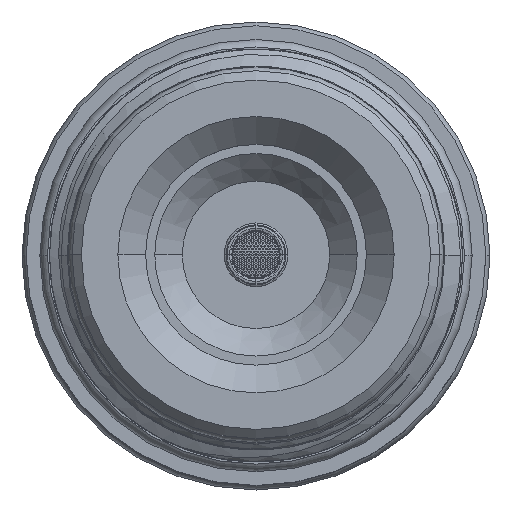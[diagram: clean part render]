
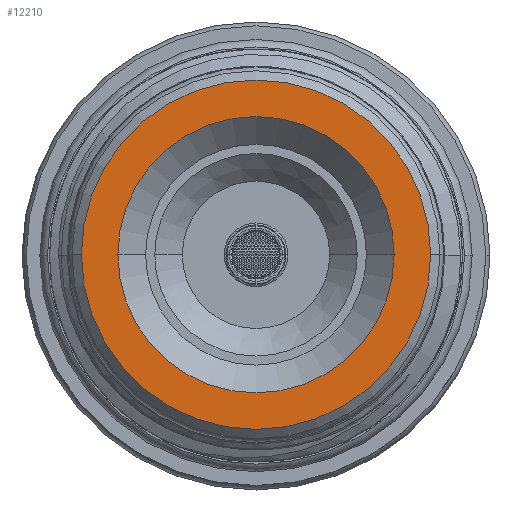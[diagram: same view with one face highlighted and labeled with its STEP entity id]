
A CAD part, top view. The second image highlights one B-rep face of the part: STEP entity #12210.
In plain terms, the highlighted planar face has unit normal (0, 0, 1).
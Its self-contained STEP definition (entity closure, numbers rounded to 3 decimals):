
#494 = EDGE_CURVE ( 'NONE', #55114, #34071, #17910, .T. ) ;
#1543 = CARTESIAN_POINT ( 'NONE',  ( 15.075, 0., 108.85 ) ) ;
#5139 = AXIS2_PLACEMENT_3D ( 'NONE', #7353, #39265, #38474 ) ;
#6123 = CARTESIAN_POINT ( 'NONE',  ( -11.925, 0., 108.85 ) ) ;
#7353 = CARTESIAN_POINT ( 'NONE',  ( 0., 0., 108.85 ) ) ;
#8309 = ORIENTED_EDGE ( 'NONE', *, *, #38217, .F. ) ;
#8383 = CIRCLE ( 'NONE', #21900, 11.925 ) ;
#8911 = ORIENTED_EDGE ( 'NONE', *, *, #494, .F. ) ;
#8995 = EDGE_LOOP ( 'NONE', ( #8911, #41783 ) ) ;
#10228 = EDGE_CURVE ( 'NONE', #34071, #55114, #8383, .T. ) ;
#11602 = DIRECTION ( 'NONE',  ( 1., 0., 0. ) ) ;
#12210 = ADVANCED_FACE ( 'NONE', ( #14740, #43004 ), #32039, .T. ) ;
#12985 = CARTESIAN_POINT ( 'NONE',  ( 0., 0., 108.85 ) ) ;
#14166 = VERTEX_POINT ( 'NONE', #30394 ) ;
#14594 = CIRCLE ( 'NONE', #5139, 15.075 ) ;
#14740 = FACE_OUTER_BOUND ( 'NONE', #19037, .T. ) ;
#17910 = CIRCLE ( 'NONE', #25960, 11.925 ) ;
#19037 = EDGE_LOOP ( 'NONE', ( #8309, #22530 ) ) ;
#21900 = AXIS2_PLACEMENT_3D ( 'NONE', #12985, #49128, #48336 ) ;
#22530 = ORIENTED_EDGE ( 'NONE', *, *, #41252, .F. ) ;
#23128 = CARTESIAN_POINT ( 'NONE',  ( 0., 0., 108.85 ) ) ;
#23317 = DIRECTION ( 'NONE',  ( -1., 0., 0. ) ) ;
#23904 = CARTESIAN_POINT ( 'NONE',  ( -15.075, 0., 108.85 ) ) ;
#24561 = AXIS2_PLACEMENT_3D ( 'NONE', #23128, #27460, #23317 ) ;
#25960 = AXIS2_PLACEMENT_3D ( 'NONE', #48334, #29527, #11602 ) ;
#27460 = DIRECTION ( 'NONE',  ( 0., 0., -1. ) ) ;
#29527 = DIRECTION ( 'NONE',  ( 0., 0., 1. ) ) ;
#30394 = CARTESIAN_POINT ( 'NONE',  ( -15.075, 0., 108.85 ) ) ;
#30523 = CARTESIAN_POINT ( 'NONE',  ( 11.925, 0., 108.85 ) ) ;
#32039 = PLANE ( 'NONE',  #34773 ) ;
#34071 = VERTEX_POINT ( 'NONE', #6123 ) ;
#34773 = AXIS2_PLACEMENT_3D ( 'NONE', #23904, #39239, #48461 ) ;
#38217 = EDGE_CURVE ( 'NONE', #14166, #53371, #14594, .T. ) ;
#38474 = DIRECTION ( 'NONE',  ( -1., 0., 0. ) ) ;
#39239 = DIRECTION ( 'NONE',  ( 0., 0., 1. ) ) ;
#39265 = DIRECTION ( 'NONE',  ( 0., 0., -1. ) ) ;
#41252 = EDGE_CURVE ( 'NONE', #53371, #14166, #49750, .T. ) ;
#41783 = ORIENTED_EDGE ( 'NONE', *, *, #10228, .F. ) ;
#43004 = FACE_BOUND ( 'NONE', #8995, .T. ) ;
#48334 = CARTESIAN_POINT ( 'NONE',  ( 0., 0., 108.85 ) ) ;
#48336 = DIRECTION ( 'NONE',  ( 1., 0., 0. ) ) ;
#48461 = DIRECTION ( 'NONE',  ( 1., 0., 0. ) ) ;
#49128 = DIRECTION ( 'NONE',  ( 0., 0., 1. ) ) ;
#49750 = CIRCLE ( 'NONE', #24561, 15.075 ) ;
#53371 = VERTEX_POINT ( 'NONE', #1543 ) ;
#55114 = VERTEX_POINT ( 'NONE', #30523 ) ;
